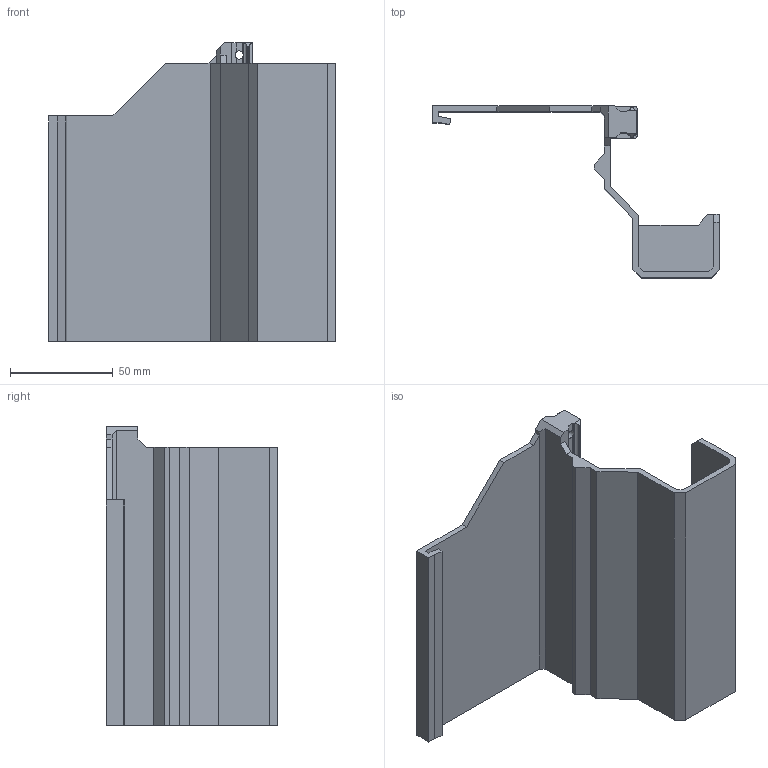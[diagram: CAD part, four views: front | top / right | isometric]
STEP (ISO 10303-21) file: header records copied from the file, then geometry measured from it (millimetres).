
FILE_DESCRIPTION(/* description */ ('Alibre Inc.'),/* implementation_level */ '2;1');
FILE_NAME(/* name */ 'export0',/* time_stamp */ '2017-03-08T16:14:52-06:00',/* author */ (''),/* organization */ (''),/* preprocessor_version */ 'ST-DEVELOPER v14',/* originating_system */ 'Alibre',/* authorisation */ '');
FILE_SCHEMA (('CONFIG_CONTROL_DESIGN'));
Length unit declared in the file: centimetre
Products named in the file (1): ID_1
Bounding box: 139.28 x 83.41 x 145 mm (x, y, z)
Volume: 123234.3 mm3; surface area: 72798.9 mm2
Topology: 1 solids, 1 shells, 81 faces, 239 edges, 158 vertices
Faces by surface type: plane 62, cylinder 19
Full cylindrical faces by diameter (mm): 4 x1
Entity records: 2668 total; most frequent: CARTESIAN_POINT 492, ORIENTED_EDGE 474, DIRECTION 360, EDGE_CURVE 237, VECTOR 186, LINE 186, VERTEX_POINT 157, AXIS2_PLACEMENT_3D 117
